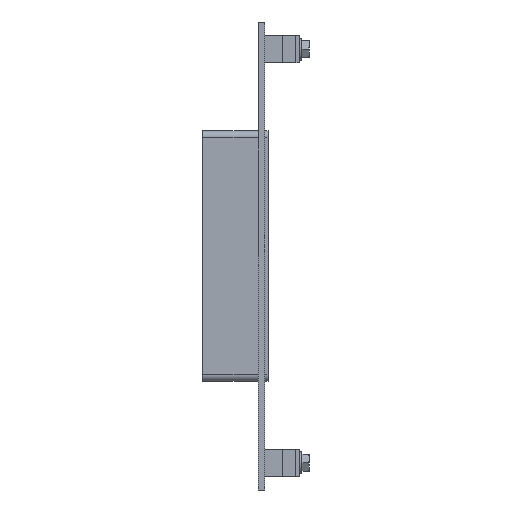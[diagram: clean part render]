
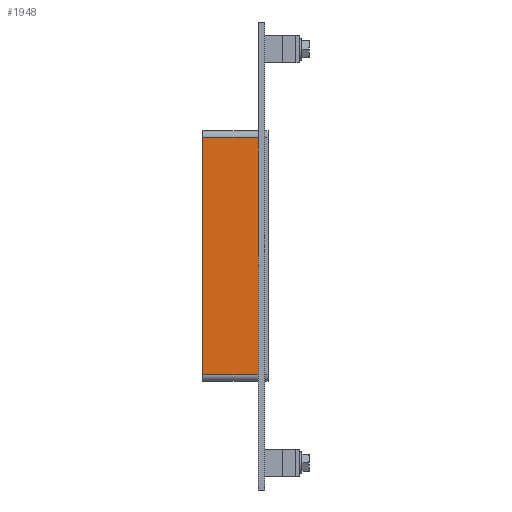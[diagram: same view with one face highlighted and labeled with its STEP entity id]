
A CAD part, left-side view. The second image highlights one B-rep face of the part: STEP entity #1948.
In plain terms, the highlighted planar face has unit normal (-1, 0, 0).
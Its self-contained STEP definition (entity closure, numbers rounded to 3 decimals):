
#1365=CARTESIAN_POINT('',(-392.5,6.,109.));
#1366=VERTEX_POINT('',#1365);
#1376=CARTESIAN_POINT('',(-392.5,6.,-109.));
#1377=VERTEX_POINT('',#1376);
#1378=CARTESIAN_POINT('',(-392.5,6.,-109.));
#1379=DIRECTION('',(0.0,0.0,1.0));
#1380=VECTOR('',#1379,218.0);
#1381=LINE('',#1378,#1380);
#1382=EDGE_CURVE('',#1377,#1366,#1381,.T.);
#1857=CARTESIAN_POINT('',(-392.5,57.0,-109.));
#1858=VERTEX_POINT('',#1857);
#1859=CARTESIAN_POINT('',(-392.5,6.,-109.));
#1860=DIRECTION('',(0.0,1.0,0.0));
#1861=VECTOR('',#1860,51.0);
#1862=LINE('',#1859,#1861);
#1863=EDGE_CURVE('',#1377,#1858,#1862,.T.);
#1925=CARTESIAN_POINT('',(-392.5,0.0,-115.0));
#1926=DIRECTION('',(-1.0,0.0,0.0));
#1927=DIRECTION('',(0.0,0.0,1.0));
#1928=AXIS2_PLACEMENT_3D('',#1925,#1926,#1927);
#1929=PLANE('',#1928);
#1930=ORIENTED_EDGE('',*,*,#1382,.T.);
#1931=CARTESIAN_POINT('',(-392.5,57.0,109.));
#1932=VERTEX_POINT('',#1931);
#1933=CARTESIAN_POINT('',(-392.5,57.0,109.));
#1934=DIRECTION('',(0.0,-1.0,0.0));
#1935=VECTOR('',#1934,51.0);
#1936=LINE('',#1933,#1935);
#1937=EDGE_CURVE('',#1932,#1366,#1936,.T.);
#1938=ORIENTED_EDGE('',*,*,#1937,.F.);
#1939=CARTESIAN_POINT('',(-392.5,57.0,-109.));
#1940=DIRECTION('',(0.0,0.0,1.0));
#1941=VECTOR('',#1940,218.0);
#1942=LINE('',#1939,#1941);
#1943=EDGE_CURVE('',#1858,#1932,#1942,.T.);
#1944=ORIENTED_EDGE('',*,*,#1943,.F.);
#1945=ORIENTED_EDGE('',*,*,#1863,.F.);
#1946=EDGE_LOOP('',(#1930,#1938,#1944,#1945));
#1947=FACE_OUTER_BOUND('',#1946,.T.);
#1948=ADVANCED_FACE('',(#1947),#1929,.T.);
